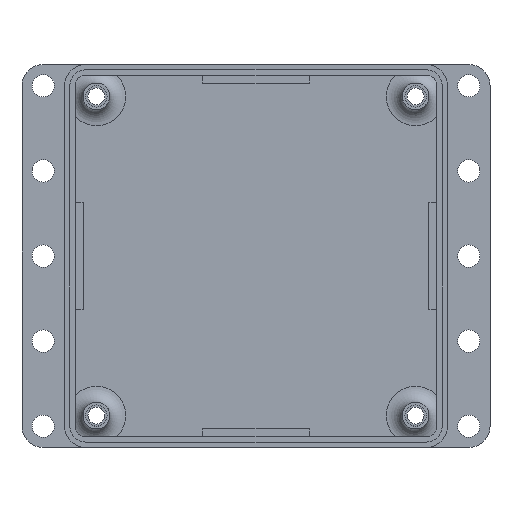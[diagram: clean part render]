
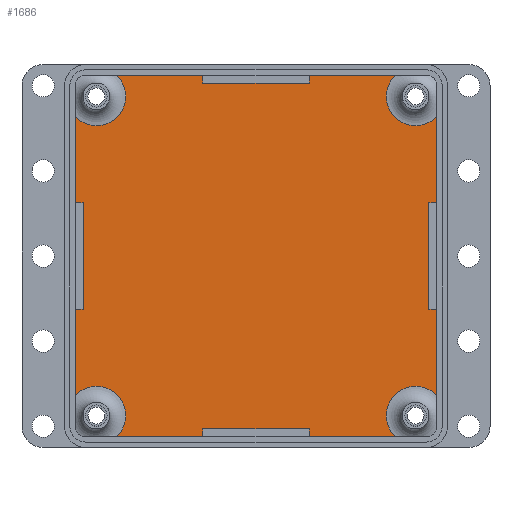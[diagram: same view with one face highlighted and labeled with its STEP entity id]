
A CAD part, top view. The second image highlights one B-rep face of the part: STEP entity #1686.
In plain terms, the highlighted planar face has unit normal (0, 0, 1).
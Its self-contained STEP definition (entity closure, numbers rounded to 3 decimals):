
#124=PLANE('',#1821);
#185=FACE_OUTER_BOUND('',#307,.T.);
#307=EDGE_LOOP('',(#1322,#1323,#1324,#1325,#1326,#1327,#1328,#1329,#1330,
#1331,#1332,#1333,#1334,#1335,#1336,#1337,#1338,#1339,#1340,#1341,#1342,
#1343,#1344,#1345));
#434=LINE('',#2568,#562);
#438=LINE('',#2575,#566);
#440=LINE('',#2580,#568);
#448=LINE('',#2597,#576);
#451=LINE('',#2603,#579);
#453=LINE('',#2606,#581);
#456=LINE('',#2614,#584);
#460=LINE('',#2623,#588);
#463=LINE('',#2627,#591);
#470=LINE('',#2643,#598);
#472=LINE('',#2647,#600);
#475=LINE('',#2652,#603);
#476=LINE('',#2655,#604);
#480=LINE('',#2711,#608);
#481=LINE('',#2714,#609);
#485=LINE('',#2770,#613);
#486=LINE('',#2773,#614);
#487=LINE('',#2778,#615);
#488=LINE('',#2780,#616);
#489=LINE('',#2783,#617);
#562=VECTOR('',#2068,20.);
#566=VECTOR('',#2074,1.5);
#568=VECTOR('',#2078,1.5);
#576=VECTOR('',#2092,1.5);
#579=VECTOR('',#2097,1.5);
#581=VECTOR('',#2101,20.);
#584=VECTOR('',#2106,1.5);
#588=VECTOR('',#2112,1.5);
#591=VECTOR('',#2117,20.);
#598=VECTOR('',#2130,20.);
#600=VECTOR('',#2134,1.5);
#603=VECTOR('',#2139,1.5);
#604=VECTOR('',#2142,16.225);
#608=VECTOR('',#2146,16.225);
#609=VECTOR('',#2149,16.225);
#613=VECTOR('',#2153,16.225);
#614=VECTOR('',#2156,16.225);
#615=VECTOR('',#2163,16.225);
#616=VECTOR('',#2164,16.225);
#617=VECTOR('',#2167,16.225);
#702=CIRCLE('',#1822,5.5);
#703=CIRCLE('',#1823,5.5);
#704=CIRCLE('',#1824,5.5);
#705=CIRCLE('',#1825,5.5);
#804=VERTEX_POINT('',#2565);
#805=VERTEX_POINT('',#2567);
#807=VERTEX_POINT('',#2573);
#809=VERTEX_POINT('',#2579);
#814=VERTEX_POINT('',#2594);
#815=VERTEX_POINT('',#2596);
#816=VERTEX_POINT('',#2600);
#817=VERTEX_POINT('',#2602);
#820=VERTEX_POINT('',#2611);
#821=VERTEX_POINT('',#2613);
#824=VERTEX_POINT('',#2620);
#825=VERTEX_POINT('',#2622);
#830=VERTEX_POINT('',#2640);
#831=VERTEX_POINT('',#2642);
#832=VERTEX_POINT('',#2646);
#833=VERTEX_POINT('',#2650);
#834=VERTEX_POINT('',#2654);
#839=VERTEX_POINT('',#2688);
#840=VERTEX_POINT('',#2713);
#845=VERTEX_POINT('',#2747);
#846=VERTEX_POINT('',#2772);
#847=VERTEX_POINT('',#2776);
#848=VERTEX_POINT('',#2779);
#849=VERTEX_POINT('',#2781);
#980=EDGE_CURVE('',#805,#804,#434,.T.);
#984=EDGE_CURVE('',#804,#807,#438,.T.);
#986=EDGE_CURVE('',#809,#805,#440,.T.);
#994=EDGE_CURVE('',#815,#814,#448,.T.);
#997=EDGE_CURVE('',#817,#816,#451,.T.);
#999=EDGE_CURVE('',#814,#817,#453,.T.);
#1002=EDGE_CURVE('',#821,#820,#456,.T.);
#1006=EDGE_CURVE('',#825,#824,#460,.T.);
#1009=EDGE_CURVE('',#824,#821,#463,.T.);
#1016=EDGE_CURVE('',#831,#830,#470,.T.);
#1018=EDGE_CURVE('',#832,#831,#472,.T.);
#1021=EDGE_CURVE('',#830,#833,#475,.T.);
#1022=EDGE_CURVE('',#834,#815,#476,.T.);
#1028=EDGE_CURVE('',#816,#839,#480,.T.);
#1029=EDGE_CURVE('',#840,#832,#481,.T.);
#1035=EDGE_CURVE('',#833,#845,#485,.T.);
#1036=EDGE_CURVE('',#807,#846,#486,.T.);
#1037=EDGE_CURVE('',#834,#846,#702,.T.);
#1038=EDGE_CURVE('',#840,#839,#703,.T.);
#1039=EDGE_CURVE('',#847,#845,#704,.T.);
#1040=EDGE_CURVE('',#847,#825,#487,.T.);
#1041=EDGE_CURVE('',#820,#848,#488,.T.);
#1042=EDGE_CURVE('',#849,#848,#705,.T.);
#1043=EDGE_CURVE('',#849,#809,#489,.T.);
#1322=ORIENTED_EDGE('',*,*,#986,.T.);
#1323=ORIENTED_EDGE('',*,*,#980,.T.);
#1324=ORIENTED_EDGE('',*,*,#984,.T.);
#1325=ORIENTED_EDGE('',*,*,#1036,.T.);
#1326=ORIENTED_EDGE('',*,*,#1037,.F.);
#1327=ORIENTED_EDGE('',*,*,#1022,.T.);
#1328=ORIENTED_EDGE('',*,*,#994,.T.);
#1329=ORIENTED_EDGE('',*,*,#999,.T.);
#1330=ORIENTED_EDGE('',*,*,#997,.T.);
#1331=ORIENTED_EDGE('',*,*,#1028,.T.);
#1332=ORIENTED_EDGE('',*,*,#1038,.F.);
#1333=ORIENTED_EDGE('',*,*,#1029,.T.);
#1334=ORIENTED_EDGE('',*,*,#1018,.T.);
#1335=ORIENTED_EDGE('',*,*,#1016,.T.);
#1336=ORIENTED_EDGE('',*,*,#1021,.T.);
#1337=ORIENTED_EDGE('',*,*,#1035,.T.);
#1338=ORIENTED_EDGE('',*,*,#1039,.F.);
#1339=ORIENTED_EDGE('',*,*,#1040,.T.);
#1340=ORIENTED_EDGE('',*,*,#1006,.T.);
#1341=ORIENTED_EDGE('',*,*,#1009,.T.);
#1342=ORIENTED_EDGE('',*,*,#1002,.T.);
#1343=ORIENTED_EDGE('',*,*,#1041,.T.);
#1344=ORIENTED_EDGE('',*,*,#1042,.F.);
#1345=ORIENTED_EDGE('',*,*,#1043,.T.);
#1686=ADVANCED_FACE('',(#185),#124,.T.);
#1821=AXIS2_PLACEMENT_3D('',#2771,#2154,#2155);
#1822=AXIS2_PLACEMENT_3D('',#2774,#2157,#2158);
#1823=AXIS2_PLACEMENT_3D('',#2775,#2159,#2160);
#1824=AXIS2_PLACEMENT_3D('',#2777,#2161,#2162);
#1825=AXIS2_PLACEMENT_3D('',#2782,#2165,#2166);
#2068=DIRECTION('',(-1.,0.,0.));
#2074=DIRECTION('',(0.,1.,0.));
#2078=DIRECTION('',(0.,-1.,0.));
#2092=DIRECTION('',(1.,0.,0.));
#2097=DIRECTION('',(-1.,0.,0.));
#2101=DIRECTION('',(0.,-1.,0.));
#2106=DIRECTION('',(1.,0.,0.));
#2112=DIRECTION('',(-1.,0.,0.));
#2117=DIRECTION('',(0.,1.,0.));
#2130=DIRECTION('',(1.,0.,0.));
#2134=DIRECTION('',(0.,1.,0.));
#2139=DIRECTION('',(0.,-1.,0.));
#2142=DIRECTION('',(0.,-1.,0.));
#2146=DIRECTION('',(0.,-1.,0.));
#2149=DIRECTION('',(1.,0.,0.));
#2153=DIRECTION('',(1.,0.,0.));
#2154=DIRECTION('center_axis',(0.,0.,1.));
#2155=DIRECTION('ref_axis',(1.,0.,0.));
#2156=DIRECTION('',(-1.,0.,0.));
#2157=DIRECTION('center_axis',(0.,0.,1.));
#2158=DIRECTION('ref_axis',(-1.,0.,0.));
#2159=DIRECTION('center_axis',(0.,0.,1.));
#2160=DIRECTION('ref_axis',(-1.,0.,0.));
#2161=DIRECTION('center_axis',(0.,0.,1.));
#2162=DIRECTION('ref_axis',(-1.,0.,0.));
#2163=DIRECTION('',(0.,1.,0.));
#2164=DIRECTION('',(0.,1.,0.));
#2165=DIRECTION('center_axis',(0.,0.,1.));
#2166=DIRECTION('ref_axis',(-1.,0.,0.));
#2167=DIRECTION('',(-1.,0.,0.));
#2565=CARTESIAN_POINT('',(26.,68.5,2.));
#2567=CARTESIAN_POINT('',(46.,68.5,2.));
#2568=CARTESIAN_POINT('',(31.,68.5,2.));
#2573=CARTESIAN_POINT('',(26.,70.,2.));
#2575=CARTESIAN_POINT('',(26.,53.,2.));
#2579=CARTESIAN_POINT('',(46.,70.,2.));
#2580=CARTESIAN_POINT('',(46.,52.25,2.));
#2594=CARTESIAN_POINT('',(3.5,46.,2.));
#2596=CARTESIAN_POINT('',(2.,46.,2.));
#2597=CARTESIAN_POINT('',(19.75,46.,2.));
#2600=CARTESIAN_POINT('',(2.,26.,2.));
#2602=CARTESIAN_POINT('',(3.5,26.,2.));
#2603=CARTESIAN_POINT('',(19.,26.,2.));
#2606=CARTESIAN_POINT('',(3.5,31.,2.));
#2611=CARTESIAN_POINT('',(70.,46.,2.));
#2613=CARTESIAN_POINT('',(68.5,46.,2.));
#2614=CARTESIAN_POINT('',(53.,46.,2.));
#2620=CARTESIAN_POINT('',(68.5,26.,2.));
#2622=CARTESIAN_POINT('',(70.,26.,2.));
#2623=CARTESIAN_POINT('',(52.25,26.,2.));
#2627=CARTESIAN_POINT('',(68.5,41.,2.));
#2640=CARTESIAN_POINT('',(46.,3.5,2.));
#2642=CARTESIAN_POINT('',(26.,3.5,2.));
#2643=CARTESIAN_POINT('',(41.,3.5,2.));
#2646=CARTESIAN_POINT('',(26.,2.,2.));
#2647=CARTESIAN_POINT('',(26.,19.75,2.));
#2650=CARTESIAN_POINT('',(46.,2.,2.));
#2652=CARTESIAN_POINT('',(46.,19.,2.));
#2654=CARTESIAN_POINT('',(2.,62.225,2.));
#2655=CARTESIAN_POINT('',(2.,54.,2.));
#2688=CARTESIAN_POINT('',(2.,9.775,2.));
#2711=CARTESIAN_POINT('',(2.,54.,2.));
#2713=CARTESIAN_POINT('',(9.775,2.,2.));
#2714=CARTESIAN_POINT('',(18.,2.,2.));
#2747=CARTESIAN_POINT('',(62.225,2.,2.));
#2770=CARTESIAN_POINT('',(18.,2.,2.));
#2771=CARTESIAN_POINT('Origin',(36.,36.,2.));
#2772=CARTESIAN_POINT('',(9.775,70.,2.));
#2773=CARTESIAN_POINT('',(54.,70.,2.));
#2774=CARTESIAN_POINT('Origin',(6.,66.,2.));
#2775=CARTESIAN_POINT('Origin',(6.,6.,2.));
#2776=CARTESIAN_POINT('',(70.,9.775,2.));
#2777=CARTESIAN_POINT('Origin',(66.,6.,2.));
#2778=CARTESIAN_POINT('',(70.,18.,2.));
#2779=CARTESIAN_POINT('',(70.,62.225,2.));
#2780=CARTESIAN_POINT('',(70.,18.,2.));
#2781=CARTESIAN_POINT('',(62.225,70.,2.));
#2782=CARTESIAN_POINT('Origin',(66.,66.,2.));
#2783=CARTESIAN_POINT('',(54.,70.,2.));
